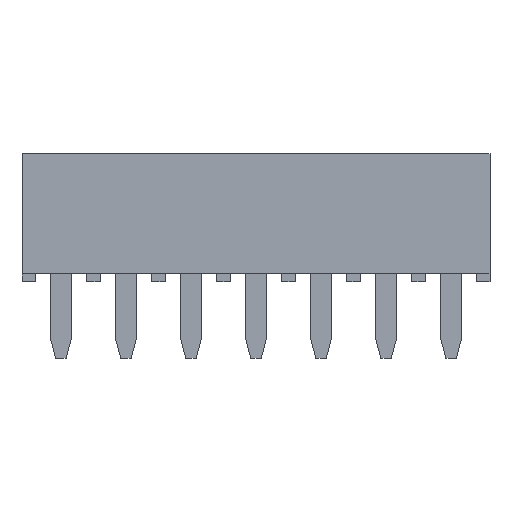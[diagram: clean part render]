
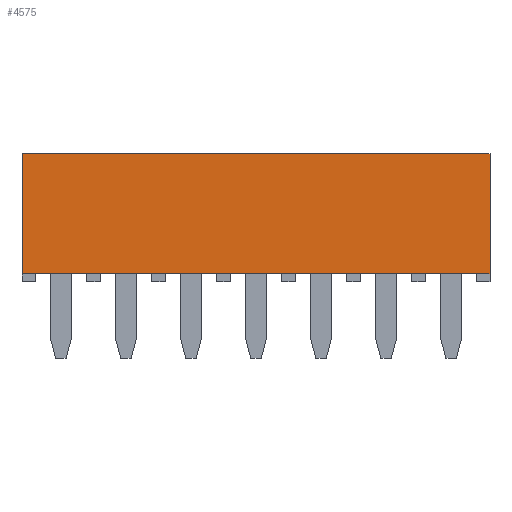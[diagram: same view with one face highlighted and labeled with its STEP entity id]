
A CAD part, top view. The second image highlights one B-rep face of the part: STEP entity #4575.
In plain terms, the highlighted planar face has unit normal (0, 0, 1).
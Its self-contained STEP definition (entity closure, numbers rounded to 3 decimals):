
#213=FACE_OUTER_BOUND('',#487,.T.);
#487=EDGE_LOOP('',(#3323,#3324,#3325,#3326));
#728=LINE('',#6230,#1354);
#742=LINE('',#6258,#1368);
#883=LINE('',#6553,#1509);
#939=LINE('',#6672,#1565);
#1354=VECTOR('',#5071,10.);
#1368=VECTOR('',#5093,51.3);
#1509=VECTOR('',#5264,4.7);
#1565=VECTOR('',#5392,51.3);
#1974=VERTEX_POINT('',#6216);
#1980=VERTEX_POINT('',#6228);
#1990=VERTEX_POINT('',#6257);
#2129=VERTEX_POINT('',#6552);
#2388=EDGE_CURVE('',#1974,#1980,#728,.T.);
#2402=EDGE_CURVE('',#1990,#1974,#742,.T.);
#2543=EDGE_CURVE('',#2129,#1990,#883,.T.);
#2599=EDGE_CURVE('',#2129,#1980,#939,.T.);
#3323=ORIENTED_EDGE('',*,*,#2388,.T.);
#3324=ORIENTED_EDGE('',*,*,#2599,.F.);
#3325=ORIENTED_EDGE('',*,*,#2543,.T.);
#3326=ORIENTED_EDGE('',*,*,#2402,.T.);
#4314=PLANE('',#4851);
#4575=ADVANCED_FACE('',(#213),#4314,.T.);
#4851=AXIS2_PLACEMENT_3D('',#6671,#5390,#5391);
#5071=DIRECTION('',(0.,1.,0.));
#5093=DIRECTION('',(1.,0.,0.));
#5264=DIRECTION('',(0.,-1.,0.));
#5390=DIRECTION('center_axis',(0.,0.,1.));
#5391=DIRECTION('ref_axis',(0.,-1.,0.));
#5392=DIRECTION('',(1.,0.,0.));
#6216=CARTESIAN_POINT('',(-7.37,0.3,1.25));
#6228=CARTESIAN_POINT('',(-7.37,5.,1.25));
#6230=CARTESIAN_POINT('',(-7.37,3.9,1.25));
#6257=CARTESIAN_POINT('',(-25.65,0.3,1.25));
#6258=CARTESIAN_POINT('',(-25.65,0.3,1.25));
#6552=CARTESIAN_POINT('',(-25.65,5.,1.25));
#6553=CARTESIAN_POINT('',(-25.65,5.,1.25));
#6671=CARTESIAN_POINT('Origin',(-25.65,5.,1.25));
#6672=CARTESIAN_POINT('',(-25.65,5.,1.25));
